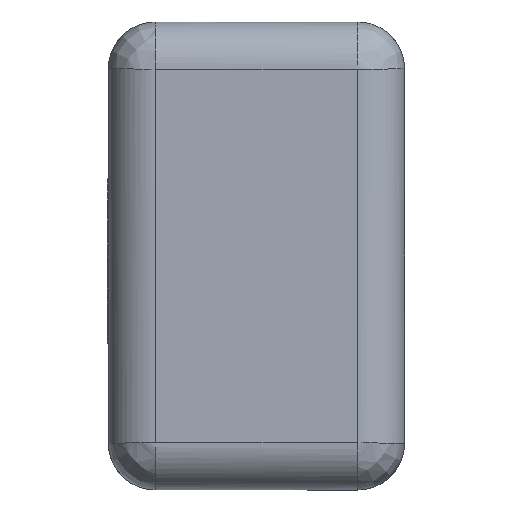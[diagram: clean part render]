
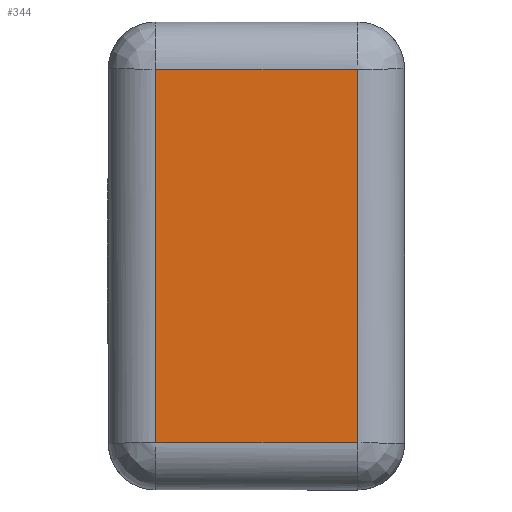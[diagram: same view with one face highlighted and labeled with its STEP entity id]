
A CAD part, left-side view. The second image highlights one B-rep face of the part: STEP entity #344.
In plain terms, the highlighted planar face has unit normal (-1, 0, 0).
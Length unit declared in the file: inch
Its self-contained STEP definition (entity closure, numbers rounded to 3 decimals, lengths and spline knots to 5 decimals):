
#344 = ADVANCED_FACE ( 'NONE', ( #6530 ), #1619, .F. ) ;
#868 = ORIENTED_EDGE ( 'NONE', *, *, #4073, .F. ) ;
#946 = CARTESIAN_POINT ( 'NONE',  ( -0.04938, 0.031, 0.0245 ) ) ;
#1619 = PLANE ( 'NONE',  #4000 ) ;
#1648 = DIRECTION ( 'NONE',  ( 0., 0., -1. ) ) ;
#1672 = DIRECTION ( 'NONE',  ( 0., -1., 0. ) ) ;
#1736 = LINE ( 'NONE', #7462, #8599 ) ;
#2999 = EDGE_LOOP ( 'NONE', ( #5413, #868, #8109, #4350 ) ) ;
#4000 = AXIS2_PLACEMENT_3D ( 'NONE', #946, #5734, #1648 ) ;
#4046 = DIRECTION ( 'NONE',  ( 0., 0., 1. ) ) ;
#4073 = EDGE_CURVE ( 'NONE', #5898, #6978, #1736, .T. ) ;
#4094 = VERTEX_POINT ( 'NONE', #8154 ) ;
#4350 = ORIENTED_EDGE ( 'NONE', *, *, #5031, .F. ) ;
#4441 = LINE ( 'NONE', #6446, #8079 ) ;
#5031 = EDGE_CURVE ( 'NONE', #8375, #4094, #8498, .T. ) ;
#5250 = CARTESIAN_POINT ( 'NONE',  ( -0.04938, 0.00494, 0.0245 ) ) ;
#5336 = CARTESIAN_POINT ( 'NONE',  ( -0.04938, 0.02606, 0.01956 ) ) ;
#5413 = ORIENTED_EDGE ( 'NONE', *, *, #6086, .F. ) ;
#5734 = DIRECTION ( 'NONE',  ( 1., 0., 0. ) ) ;
#5898 = VERTEX_POINT ( 'NONE', #8717 ) ;
#5923 = VECTOR ( 'NONE', #8093, 39.37008 ) ;
#6086 = EDGE_CURVE ( 'NONE', #6978, #8375, #4441, .T. ) ;
#6118 = LINE ( 'NONE', #7400, #5923 ) ;
#6238 = CARTESIAN_POINT ( 'NONE',  ( -0.04938, 0.00494, 0.01956 ) ) ;
#6446 = CARTESIAN_POINT ( 'NONE',  ( -0.04938, 0.031, 0.01956 ) ) ;
#6530 = FACE_OUTER_BOUND ( 'NONE', #2999, .T. ) ;
#6978 = VERTEX_POINT ( 'NONE', #5336 ) ;
#7027 = EDGE_CURVE ( 'NONE', #4094, #5898, #6118, .T. ) ;
#7400 = CARTESIAN_POINT ( 'NONE',  ( -0.04938, 0.031, -0.01956 ) ) ;
#7462 = CARTESIAN_POINT ( 'NONE',  ( -0.04938, 0.02606, 0.0245 ) ) ;
#8014 = DIRECTION ( 'NONE',  ( 0., 0., -1. ) ) ;
#8079 = VECTOR ( 'NONE', #1672, 39.37008 ) ;
#8093 = DIRECTION ( 'NONE',  ( 0., 1., 0. ) ) ;
#8109 = ORIENTED_EDGE ( 'NONE', *, *, #7027, .F. ) ;
#8154 = CARTESIAN_POINT ( 'NONE',  ( -0.04938, 0.00494, -0.01956 ) ) ;
#8249 = VECTOR ( 'NONE', #8014, 39.37008 ) ;
#8375 = VERTEX_POINT ( 'NONE', #6238 ) ;
#8498 = LINE ( 'NONE', #5250, #8249 ) ;
#8599 = VECTOR ( 'NONE', #4046, 39.37008 ) ;
#8717 = CARTESIAN_POINT ( 'NONE',  ( -0.04938, 0.02606, -0.01956 ) ) ;
